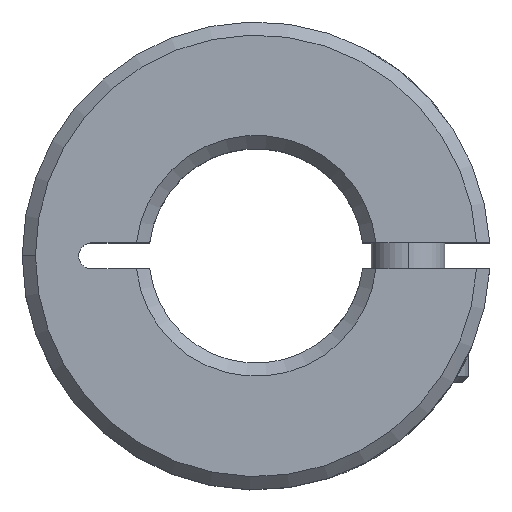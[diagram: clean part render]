
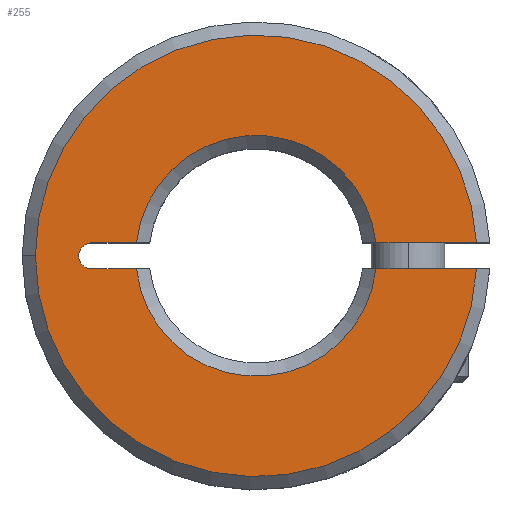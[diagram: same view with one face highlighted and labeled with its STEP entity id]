
A CAD part, top view. The second image highlights one B-rep face of the part: STEP entity #255.
In plain terms, the highlighted planar face has unit normal (0, 0, 1).
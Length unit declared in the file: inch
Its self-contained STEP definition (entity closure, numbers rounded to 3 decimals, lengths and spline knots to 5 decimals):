
#8 = VERTEX_POINT ( 'NONE', #414 ) ;
#16 = EDGE_CURVE ( 'NONE', #617, #1562, #1155, .T. ) ;
#40 = CARTESIAN_POINT ( 'NONE',  ( 0., 0., 0.125 ) ) ;
#42 = CIRCLE ( 'NONE', #661, 0.1824 ) ;
#48 = ORIENTED_EDGE ( 'NONE', *, *, #603, .T. ) ;
#51 = CARTESIAN_POINT ( 'NONE',  ( -0.24901, 0., 0.125 ) ) ;
#61 = EDGE_CURVE ( 'NONE', #946, #1144, #42, .T. ) ;
#67 = DIRECTION ( 'NONE',  ( -1., 0., 0. ) ) ;
#68 = DIRECTION ( 'NONE',  ( -1., 0., 0. ) ) ;
#77 = VECTOR ( 'NONE', #660, 39.37008 ) ;
#111 = EDGE_CURVE ( 'NONE', #1201, #600, #1491, .T. ) ;
#122 = AXIS2_PLACEMENT_3D ( 'NONE', #1323, #587, #67 ) ;
#144 = EDGE_LOOP ( 'NONE', ( #464, #48, #1235, #615, #484, #1074, #1442, #273, #702 ) ) ;
#221 = CARTESIAN_POINT ( 'NONE',  ( -0.33433, 0., 0.125 ) ) ;
#255 = ADVANCED_FACE ( 'NONE', ( #385 ), #1625, .T. ) ;
#256 = CARTESIAN_POINT ( 'NONE',  ( 0., 0., 0.125 ) ) ;
#273 = ORIENTED_EDGE ( 'NONE', *, *, #111, .T. ) ;
#299 = VERTEX_POINT ( 'NONE', #1192 ) ;
#307 = CARTESIAN_POINT ( 'NONE',  ( 0.18134, 0.01969, 0.125 ) ) ;
#317 = CARTESIAN_POINT ( 'NONE',  ( -0.2687, -0.01969, 0.125 ) ) ;
#384 = DIRECTION ( 'NONE',  ( 1., 0., 0. ) ) ;
#385 = FACE_OUTER_BOUND ( 'NONE', #144, .T. ) ;
#414 = CARTESIAN_POINT ( 'NONE',  ( -0.18134, -0.01969, 0.125 ) ) ;
#421 = DIRECTION ( 'NONE',  ( 0., 0., -1. ) ) ;
#464 = ORIENTED_EDGE ( 'NONE', *, *, #473, .T. ) ;
#473 = EDGE_CURVE ( 'NONE', #299, #8, #1387, .T. ) ;
#484 = ORIENTED_EDGE ( 'NONE', *, *, #61, .T. ) ;
#539 = DIRECTION ( 'NONE',  ( 1., 0., 0. ) ) ;
#552 = DIRECTION ( 'NONE',  ( 1., 0., 0. ) ) ;
#562 = AXIS2_PLACEMENT_3D ( 'NONE', #256, #765, #539 ) ;
#587 = DIRECTION ( 'NONE',  ( 0., 0., 1. ) ) ;
#600 = VERTEX_POINT ( 'NONE', #968 ) ;
#603 = EDGE_CURVE ( 'NONE', #8, #617, #953, .T. ) ;
#615 = ORIENTED_EDGE ( 'NONE', *, *, #1205, .T. ) ;
#617 = VERTEX_POINT ( 'NONE', #1309 ) ;
#660 = DIRECTION ( 'NONE',  ( 1., 0., 0. ) ) ;
#661 = AXIS2_PLACEMENT_3D ( 'NONE', #40, #1059, #1034 ) ;
#665 = CIRCLE ( 'NONE', #976, 0.33433 ) ;
#676 = EDGE_CURVE ( 'NONE', #600, #299, #813, .T. ) ;
#702 = ORIENTED_EDGE ( 'NONE', *, *, #676, .T. ) ;
#749 = CARTESIAN_POINT ( 'NONE',  ( -0.24901, 0.01969, 0.125 ) ) ;
#765 = DIRECTION ( 'NONE',  ( 0., 0., 1. ) ) ;
#784 = LINE ( 'NONE', #1039, #77 ) ;
#813 = LINE ( 'NONE', #1203, #1364 ) ;
#835 = DIRECTION ( 'NONE',  ( 0., 0., 1. ) ) ;
#865 = CARTESIAN_POINT ( 'NONE',  ( 0., 0., 0.125 ) ) ;
#893 = VECTOR ( 'NONE', #1077, 39.37008 ) ;
#946 = VERTEX_POINT ( 'NONE', #1016 ) ;
#953 = LINE ( 'NONE', #317, #893 ) ;
#968 = CARTESIAN_POINT ( 'NONE',  ( 0.33375, -0.01969, 0.125 ) ) ;
#976 = AXIS2_PLACEMENT_3D ( 'NONE', #1315, #835, #1328 ) ;
#985 = EDGE_CURVE ( 'NONE', #1241, #1201, #665, .T. ) ;
#992 = DIRECTION ( 'NONE',  ( 0., 0., -1. ) ) ;
#1016 = CARTESIAN_POINT ( 'NONE',  ( -0.18134, 0.01969, 0.125 ) ) ;
#1026 = AXIS2_PLACEMENT_3D ( 'NONE', #865, #992, #384 ) ;
#1034 = DIRECTION ( 'NONE',  ( 1., 0., 0. ) ) ;
#1039 = CARTESIAN_POINT ( 'NONE',  ( 0., 0.01969, 0.125 ) ) ;
#1059 = DIRECTION ( 'NONE',  ( 0., 0., -1. ) ) ;
#1074 = ORIENTED_EDGE ( 'NONE', *, *, #1313, .T. ) ;
#1077 = DIRECTION ( 'NONE',  ( -1., 0., 0. ) ) ;
#1110 = VECTOR ( 'NONE', #1250, 39.37008 ) ;
#1144 = VERTEX_POINT ( 'NONE', #307 ) ;
#1155 = CIRCLE ( 'NONE', #1600, 0.01969 ) ;
#1192 = CARTESIAN_POINT ( 'NONE',  ( 0.18134, -0.01969, 0.125 ) ) ;
#1201 = VERTEX_POINT ( 'NONE', #221 ) ;
#1203 = CARTESIAN_POINT ( 'NONE',  ( 0., -0.01969, 0.125 ) ) ;
#1205 = EDGE_CURVE ( 'NONE', #1562, #946, #1464, .T. ) ;
#1220 = CARTESIAN_POINT ( 'NONE',  ( -0.2687, 0.01969, 0.125 ) ) ;
#1235 = ORIENTED_EDGE ( 'NONE', *, *, #16, .T. ) ;
#1241 = VERTEX_POINT ( 'NONE', #1592 ) ;
#1250 = DIRECTION ( 'NONE',  ( 1., 0., 0. ) ) ;
#1309 = CARTESIAN_POINT ( 'NONE',  ( -0.24901, -0.01969, 0.125 ) ) ;
#1313 = EDGE_CURVE ( 'NONE', #1144, #1241, #784, .T. ) ;
#1315 = CARTESIAN_POINT ( 'NONE',  ( 0., 0., 0.125 ) ) ;
#1323 = CARTESIAN_POINT ( 'NONE',  ( 0., 0., 0.125 ) ) ;
#1328 = DIRECTION ( 'NONE',  ( -1., 0., 0. ) ) ;
#1364 = VECTOR ( 'NONE', #68, 39.37008 ) ;
#1387 = CIRCLE ( 'NONE', #1026, 0.1824 ) ;
#1442 = ORIENTED_EDGE ( 'NONE', *, *, #985, .T. ) ;
#1464 = LINE ( 'NONE', #1220, #1110 ) ;
#1491 = CIRCLE ( 'NONE', #122, 0.33433 ) ;
#1562 = VERTEX_POINT ( 'NONE', #749 ) ;
#1592 = CARTESIAN_POINT ( 'NONE',  ( 0.33375, 0.01969, 0.125 ) ) ;
#1600 = AXIS2_PLACEMENT_3D ( 'NONE', #51, #421, #552 ) ;
#1625 = PLANE ( 'NONE',  #562 ) ;
